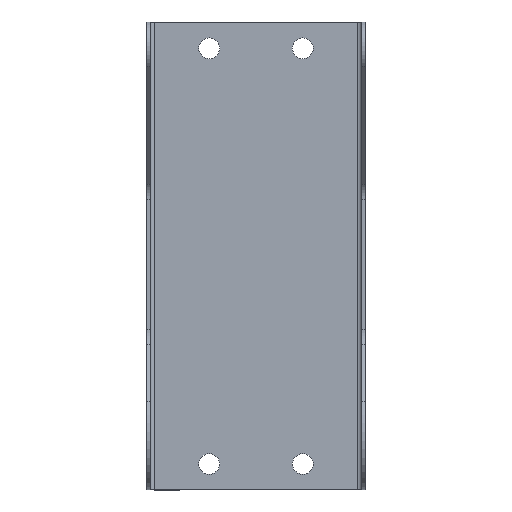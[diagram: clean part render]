
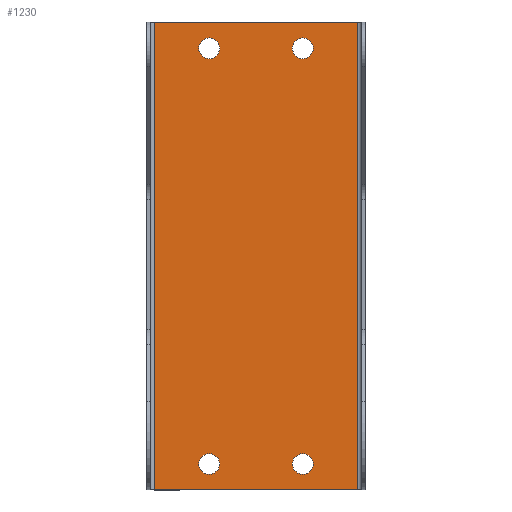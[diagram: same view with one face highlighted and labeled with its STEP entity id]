
A CAD part, top view. The second image highlights one B-rep face of the part: STEP entity #1230.
In plain terms, the highlighted planar face has unit normal (0, 0, 1).
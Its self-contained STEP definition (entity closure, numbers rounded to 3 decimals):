
#55=FACE_BOUND('',#233,.T.);
#56=FACE_BOUND('',#234,.T.);
#57=FACE_BOUND('',#235,.T.);
#58=FACE_BOUND('',#236,.T.);
#80=PLANE('',#1398);
#136=FACE_OUTER_BOUND('',#232,.T.);
#232=EDGE_LOOP('',(#1129,#1130,#1131,#1132));
#233=EDGE_LOOP('',(#1133,#1134));
#234=EDGE_LOOP('',(#1135,#1136));
#235=EDGE_LOOP('',(#1137,#1138));
#236=EDGE_LOOP('',(#1139,#1140));
#305=LINE('',#2115,#383);
#310=LINE('',#2132,#388);
#312=LINE('',#2136,#390);
#314=LINE('',#2140,#392);
#383=VECTOR('',#1751,10.);
#388=VECTOR('',#1772,10.);
#390=VECTOR('',#1778,10.);
#392=VECTOR('',#1784,10.);
#401=CIRCLE('',#1262,4.);
#402=CIRCLE('',#1263,4.);
#404=CIRCLE('',#1266,4.);
#405=CIRCLE('',#1267,4.);
#407=CIRCLE('',#1270,4.);
#408=CIRCLE('',#1271,4.);
#410=CIRCLE('',#1274,4.);
#411=CIRCLE('',#1275,4.);
#511=VERTEX_POINT('',#1843);
#512=VERTEX_POINT('',#1844);
#514=VERTEX_POINT('',#1851);
#515=VERTEX_POINT('',#1852);
#517=VERTEX_POINT('',#1859);
#518=VERTEX_POINT('',#1860);
#520=VERTEX_POINT('',#1867);
#521=VERTEX_POINT('',#1868);
#607=VERTEX_POINT('',#2106);
#608=VERTEX_POINT('',#2110);
#611=VERTEX_POINT('',#2124);
#612=VERTEX_POINT('',#2128);
#639=EDGE_CURVE('',#511,#512,#401,.T.);
#640=EDGE_CURVE('',#512,#511,#402,.T.);
#643=EDGE_CURVE('',#514,#515,#404,.T.);
#644=EDGE_CURVE('',#515,#514,#405,.T.);
#647=EDGE_CURVE('',#517,#518,#407,.T.);
#648=EDGE_CURVE('',#518,#517,#408,.T.);
#651=EDGE_CURVE('',#520,#521,#410,.T.);
#652=EDGE_CURVE('',#521,#520,#411,.T.);
#775=EDGE_CURVE('',#607,#608,#305,.T.);
#784=EDGE_CURVE('',#611,#612,#310,.T.);
#786=EDGE_CURVE('',#608,#611,#312,.T.);
#788=EDGE_CURVE('',#612,#607,#314,.T.);
#1129=ORIENTED_EDGE('',*,*,#775,.T.);
#1130=ORIENTED_EDGE('',*,*,#786,.T.);
#1131=ORIENTED_EDGE('',*,*,#784,.T.);
#1132=ORIENTED_EDGE('',*,*,#788,.T.);
#1133=ORIENTED_EDGE('',*,*,#639,.T.);
#1134=ORIENTED_EDGE('',*,*,#640,.T.);
#1135=ORIENTED_EDGE('',*,*,#643,.T.);
#1136=ORIENTED_EDGE('',*,*,#644,.T.);
#1137=ORIENTED_EDGE('',*,*,#647,.T.);
#1138=ORIENTED_EDGE('',*,*,#648,.T.);
#1139=ORIENTED_EDGE('',*,*,#651,.T.);
#1140=ORIENTED_EDGE('',*,*,#652,.T.);
#1230=ADVANCED_FACE('',(#136,#55,#56,#57,#58),#80,.T.);
#1262=AXIS2_PLACEMENT_3D('',#1845,#1453,#1454);
#1263=AXIS2_PLACEMENT_3D('',#1846,#1455,#1456);
#1266=AXIS2_PLACEMENT_3D('',#1853,#1462,#1463);
#1267=AXIS2_PLACEMENT_3D('',#1854,#1464,#1465);
#1270=AXIS2_PLACEMENT_3D('',#1861,#1471,#1472);
#1271=AXIS2_PLACEMENT_3D('',#1862,#1473,#1474);
#1274=AXIS2_PLACEMENT_3D('',#1869,#1480,#1481);
#1275=AXIS2_PLACEMENT_3D('',#1870,#1482,#1483);
#1398=AXIS2_PLACEMENT_3D('',#2141,#1785,#1786);
#1453=DIRECTION('center_axis',(0.,0.,-1.));
#1454=DIRECTION('ref_axis',(1.,0.,0.));
#1455=DIRECTION('center_axis',(0.,0.,-1.));
#1456=DIRECTION('ref_axis',(1.,0.,0.));
#1462=DIRECTION('center_axis',(0.,0.,-1.));
#1463=DIRECTION('ref_axis',(1.,0.,0.));
#1464=DIRECTION('center_axis',(0.,0.,-1.));
#1465=DIRECTION('ref_axis',(1.,0.,0.));
#1471=DIRECTION('center_axis',(0.,0.,-1.));
#1472=DIRECTION('ref_axis',(1.,0.,0.));
#1473=DIRECTION('center_axis',(0.,0.,-1.));
#1474=DIRECTION('ref_axis',(1.,0.,0.));
#1480=DIRECTION('center_axis',(0.,0.,-1.));
#1481=DIRECTION('ref_axis',(1.,0.,0.));
#1482=DIRECTION('center_axis',(0.,0.,-1.));
#1483=DIRECTION('ref_axis',(1.,0.,0.));
#1751=DIRECTION('',(0.,-1.,0.));
#1772=DIRECTION('',(0.,1.,0.));
#1778=DIRECTION('',(1.,0.,0.));
#1784=DIRECTION('',(-1.,0.,0.));
#1785=DIRECTION('center_axis',(0.,0.,1.));
#1786=DIRECTION('ref_axis',(0.,-1.,0.));
#1843=CARTESIAN_POINT('',(22.,-80.,0.));
#1844=CARTESIAN_POINT('',(14.,-80.,0.));
#1845=CARTESIAN_POINT('Origin',(18.,-80.,0.));
#1846=CARTESIAN_POINT('Origin',(18.,-80.,0.));
#1851=CARTESIAN_POINT('',(-14.,80.,0.));
#1852=CARTESIAN_POINT('',(-22.,80.,0.));
#1853=CARTESIAN_POINT('Origin',(-18.,80.,0.));
#1854=CARTESIAN_POINT('Origin',(-18.,80.,0.));
#1859=CARTESIAN_POINT('',(22.,80.,0.));
#1860=CARTESIAN_POINT('',(14.,80.,0.));
#1861=CARTESIAN_POINT('Origin',(18.,80.,0.));
#1862=CARTESIAN_POINT('Origin',(18.,80.,0.));
#1867=CARTESIAN_POINT('',(-14.,-80.,0.));
#1868=CARTESIAN_POINT('',(-22.,-80.,0.));
#1869=CARTESIAN_POINT('Origin',(-18.,-80.,0.));
#1870=CARTESIAN_POINT('Origin',(-18.,-80.,0.));
#2106=CARTESIAN_POINT('',(-39.1,90.,0.));
#2110=CARTESIAN_POINT('',(-39.1,-90.,0.));
#2115=CARTESIAN_POINT('',(-39.1,45.,0.));
#2124=CARTESIAN_POINT('',(39.1,-90.,0.));
#2128=CARTESIAN_POINT('',(39.1,90.,0.));
#2132=CARTESIAN_POINT('',(39.1,-45.,0.));
#2136=CARTESIAN_POINT('',(-42.1,-90.,0.));
#2140=CARTESIAN_POINT('',(42.1,90.,0.));
#2141=CARTESIAN_POINT('Origin',(0.,0.,
0.));
